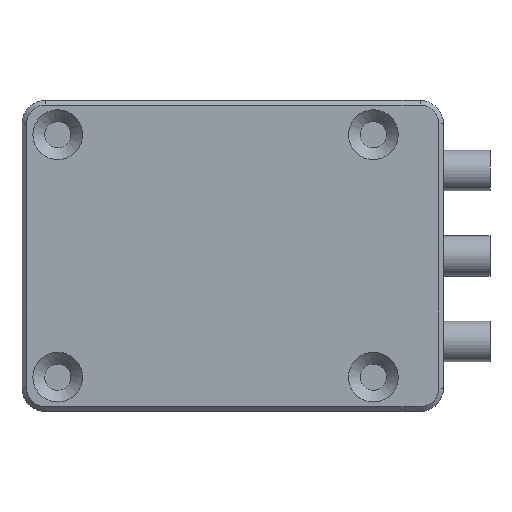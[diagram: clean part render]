
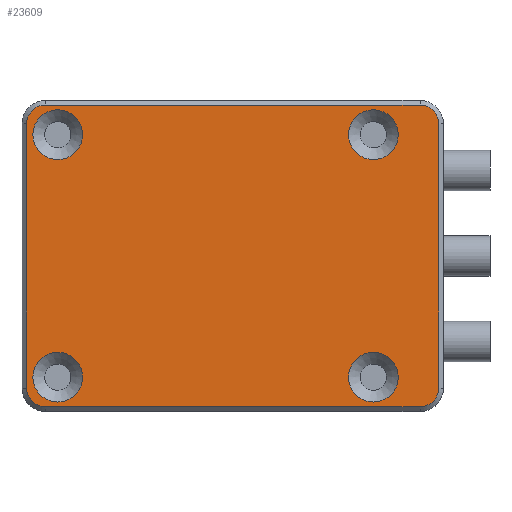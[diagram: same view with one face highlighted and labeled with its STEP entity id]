
A CAD part, top view. The second image highlights one B-rep face of the part: STEP entity #23609.
In plain terms, the highlighted planar face has unit normal (0, 0, 1).
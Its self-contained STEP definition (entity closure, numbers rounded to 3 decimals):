
#521=FACE_BOUND('',#4013,.T.);
#522=FACE_BOUND('',#4014,.T.);
#523=FACE_BOUND('',#4015,.T.);
#524=FACE_BOUND('',#4016,.T.);
#1395=PLANE('',#25734);
#2641=FACE_OUTER_BOUND('',#4012,.T.);
#4012=EDGE_LOOP('',(#21331,#21332,#21333,#21334,#21335,#21336,#21337,#21338));
#4013=EDGE_LOOP('',(#21339));
#4014=EDGE_LOOP('',(#21340));
#4015=EDGE_LOOP('',(#21341));
#4016=EDGE_LOOP('',(#21342));
#4696=CIRCLE('',#25716,2.4);
#4698=CIRCLE('',#25720,2.4);
#4700=CIRCLE('',#25724,2.4);
#4702=CIRCLE('',#25728,2.4);
#4704=CIRCLE('',#25735,3.2);
#4705=CIRCLE('',#25736,3.2);
#4706=CIRCLE('',#25737,3.2);
#4707=CIRCLE('',#25738,3.2);
#7187=LINE('',#38964,#9720);
#7192=LINE('',#38978,#9725);
#7196=LINE('',#38990,#9729);
#7200=LINE('',#39002,#9733);
#9720=VECTOR('',#32067,10.);
#9725=VECTOR('',#32080,10.);
#9729=VECTOR('',#32092,10.);
#9733=VECTOR('',#32104,10.);
#11785=VERTEX_POINT('',#38961);
#11786=VERTEX_POINT('',#38963);
#11789=VERTEX_POINT('',#38970);
#11791=VERTEX_POINT('',#38976);
#11793=VERTEX_POINT('',#38982);
#11795=VERTEX_POINT('',#38988);
#11797=VERTEX_POINT('',#38994);
#11799=VERTEX_POINT('',#39000);
#11800=VERTEX_POINT('',#39017);
#11801=VERTEX_POINT('',#39019);
#11802=VERTEX_POINT('',#39021);
#11803=VERTEX_POINT('',#39023);
#14981=EDGE_CURVE('',#11785,#11786,#7187,.T.);
#14985=EDGE_CURVE('',#11789,#11785,#4696,.T.);
#14988=EDGE_CURVE('',#11791,#11789,#7192,.T.);
#14991=EDGE_CURVE('',#11793,#11791,#4698,.T.);
#14994=EDGE_CURVE('',#11795,#11793,#7196,.T.);
#14997=EDGE_CURVE('',#11797,#11795,#4700,.T.);
#15000=EDGE_CURVE('',#11799,#11797,#7200,.T.);
#15002=EDGE_CURVE('',#11786,#11799,#4702,.T.);
#15009=EDGE_CURVE('',#11800,#11800,#4704,.T.);
#15010=EDGE_CURVE('',#11801,#11801,#4705,.T.);
#15011=EDGE_CURVE('',#11802,#11802,#4706,.T.);
#15012=EDGE_CURVE('',#11803,#11803,#4707,.T.);
#21331=ORIENTED_EDGE('',*,*,#14981,.F.);
#21332=ORIENTED_EDGE('',*,*,#14985,.F.);
#21333=ORIENTED_EDGE('',*,*,#14988,.F.);
#21334=ORIENTED_EDGE('',*,*,#14991,.F.);
#21335=ORIENTED_EDGE('',*,*,#14994,.F.);
#21336=ORIENTED_EDGE('',*,*,#14997,.F.);
#21337=ORIENTED_EDGE('',*,*,#15000,.F.);
#21338=ORIENTED_EDGE('',*,*,#15002,.F.);
#21339=ORIENTED_EDGE('',*,*,#15009,.T.);
#21340=ORIENTED_EDGE('',*,*,#15010,.T.);
#21341=ORIENTED_EDGE('',*,*,#15011,.T.);
#21342=ORIENTED_EDGE('',*,*,#15012,.T.);
#23609=ADVANCED_FACE('',(#2641,#521,#522,#523,#524),#1395,.T.);
#25716=AXIS2_PLACEMENT_3D('',#38972,#32073,#32074);
#25720=AXIS2_PLACEMENT_3D('',#38984,#32085,#32086);
#25724=AXIS2_PLACEMENT_3D('',#38996,#32097,#32098);
#25728=AXIS2_PLACEMENT_3D('',#39005,#32108,#32109);
#25734=AXIS2_PLACEMENT_3D('',#39016,#32125,#32126);
#25735=AXIS2_PLACEMENT_3D('',#39018,#32127,#32128);
#25736=AXIS2_PLACEMENT_3D('',#39020,#32129,#32130);
#25737=AXIS2_PLACEMENT_3D('',#39022,#32131,#32132);
#25738=AXIS2_PLACEMENT_3D('',#39024,#32133,#32134);
#32067=DIRECTION('',(1.,0.,0.));
#32073=DIRECTION('center_axis',(0.,0.,-1.));
#32074=DIRECTION('ref_axis',(0.,1.,0.));
#32080=DIRECTION('',(0.,1.,0.));
#32085=DIRECTION('center_axis',(0.,0.,-1.));
#32086=DIRECTION('ref_axis',(-1.,0.,0.));
#32092=DIRECTION('',(-1.,0.,0.));
#32097=DIRECTION('center_axis',(0.,0.,-1.));
#32098=DIRECTION('ref_axis',(0.,-1.,0.));
#32104=DIRECTION('',(0.,-1.,0.));
#32108=DIRECTION('center_axis',(0.,0.,-1.));
#32109=DIRECTION('ref_axis',(1.,0.,0.));
#32125=DIRECTION('center_axis',(0.,0.,1.));
#32126=DIRECTION('ref_axis',(1.,0.,0.));
#32127=DIRECTION('center_axis',(0.,0.,-1.));
#32128=DIRECTION('ref_axis',(1.,0.,0.));
#32129=DIRECTION('center_axis',(0.,0.,-1.));
#32130=DIRECTION('ref_axis',(1.,0.,0.));
#32131=DIRECTION('center_axis',(0.,0.,-1.));
#32132=DIRECTION('ref_axis',(1.,0.,0.));
#32133=DIRECTION('center_axis',(0.,0.,-1.));
#32134=DIRECTION('ref_axis',(1.,0.,0.));
#38961=CARTESIAN_POINT('',(-0.7,19.4,6.4));
#38963=CARTESIAN_POINT('',(47.5,19.4,6.4));
#38964=CARTESIAN_POINT('',(35.45,19.4,6.4));
#38970=CARTESIAN_POINT('',(-3.1,17.,6.4));
#38972=CARTESIAN_POINT('Origin',(-0.7,17.,6.4));
#38976=CARTESIAN_POINT('',(-3.1,-17.,6.4));
#38978=CARTESIAN_POINT('',(-3.1,8.5,6.4));
#38982=CARTESIAN_POINT('',(-0.7,-19.4,6.4));
#38984=CARTESIAN_POINT('Origin',(-0.7,-17.,6.4));
#38988=CARTESIAN_POINT('',(47.5,-19.4,6.4));
#38990=CARTESIAN_POINT('',(11.35,-19.4,6.4));
#38994=CARTESIAN_POINT('',(49.9,-17.,6.4));
#38996=CARTESIAN_POINT('Origin',(47.5,-17.,6.4));
#39000=CARTESIAN_POINT('',(49.9,17.,6.4));
#39002=CARTESIAN_POINT('',(49.9,-8.5,6.4));
#39005=CARTESIAN_POINT('Origin',(47.5,17.,6.4));
#39016=CARTESIAN_POINT('Origin',(23.4,0.,6.4));
#39017=CARTESIAN_POINT('',(-2.3,15.6,6.4));
#39018=CARTESIAN_POINT('Origin',(0.9,15.6,6.4));
#39019=CARTESIAN_POINT('',(38.3,-15.6,6.4));
#39020=CARTESIAN_POINT('Origin',(41.5,-15.6,6.4));
#39021=CARTESIAN_POINT('',(38.3,15.6,6.4));
#39022=CARTESIAN_POINT('Origin',(41.5,15.6,6.4));
#39023=CARTESIAN_POINT('',(-2.3,-15.6,6.4));
#39024=CARTESIAN_POINT('Origin',(0.9,-15.6,6.4));
